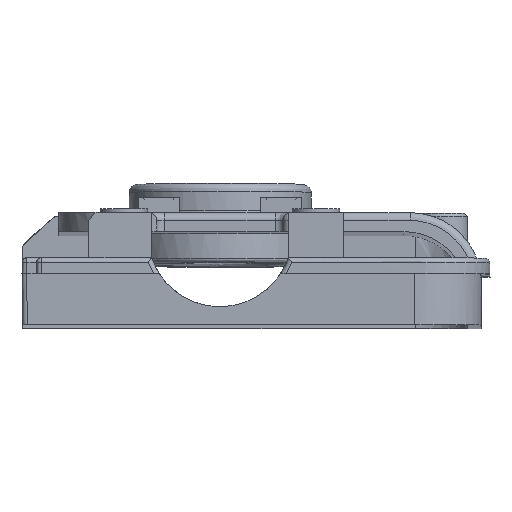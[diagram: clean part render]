
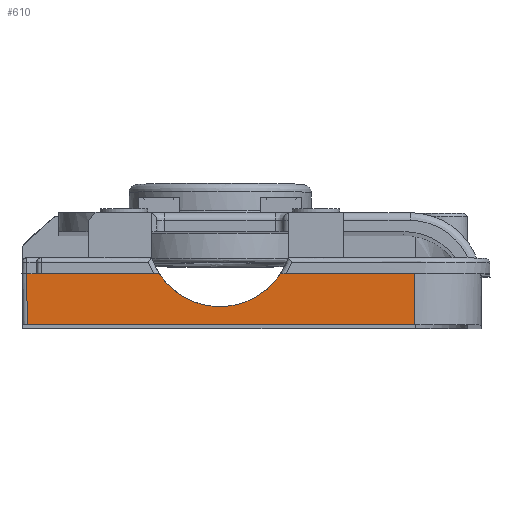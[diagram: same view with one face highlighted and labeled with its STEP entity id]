
A CAD part, front view. The second image highlights one B-rep face of the part: STEP entity #610.
In plain terms, the highlighted planar face has unit normal (0, -1, -0.006).
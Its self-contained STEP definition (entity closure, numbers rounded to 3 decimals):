
#268=PLANE('',#4435);
#368=FACE_OUTER_BOUND('',#1657,.T.);
#610=ADVANCED_FACE('',(#368),#268,.T.);
#999=LINE('',#6526,#1295);
#1026=LINE('',#6665,#1322);
#1036=LINE('',#6720,#1332);
#1037=LINE('',#6721,#1333);
#1295=VECTOR('',#4896,1.);
#1322=VECTOR('',#4957,1.);
#1332=VECTOR('',#4991,1.);
#1333=VECTOR('',#4992,1.);
#1533=ELLIPSE('',#4434,4.547,4.546);
#1657=EDGE_LOOP('',(#2153,#2154,#2155,#2156,#2157,#2158,#2159));
#2153=ORIENTED_EDGE('',*,*,#3728,.F.);
#2154=ORIENTED_EDGE('',*,*,#3794,.T.);
#2155=ORIENTED_EDGE('',*,*,#3774,.F.);
#2156=ORIENTED_EDGE('',*,*,#3795,.T.);
#2157=ORIENTED_EDGE('',*,*,#3796,.F.);
#2158=ORIENTED_EDGE('',*,*,#3797,.T.);
#2159=ORIENTED_EDGE('',*,*,#3798,.F.);
#3323=VERTEX_POINT('',#6525);
#3324=VERTEX_POINT('',#6527);
#3361=VERTEX_POINT('',#6666);
#3362=VERTEX_POINT('',#6667);
#3374=VERTEX_POINT('',#6722);
#3375=VERTEX_POINT('',#6736);
#3376=VERTEX_POINT('',#6738);
#3728=EDGE_CURVE('',#3323,#3324,#999,.T.);
#3774=EDGE_CURVE('',#3361,#3362,#1026,.T.);
#3794=EDGE_CURVE('',#3323,#3362,#1036,.T.);
#3795=EDGE_CURVE('',#3361,#3374,#1037,.T.);
#3796=EDGE_CURVE('',#3375,#3374,#4259,.T.);
#3797=EDGE_CURVE('',#3375,#3376,#1533,.T.);
#3798=EDGE_CURVE('',#3324,#3376,#4260,.T.);
#4259=B_SPLINE_CURVE_WITH_KNOTS('',3,(#6723,#6724,#6725,#6726,#6727,#6728,
#6729,#6730,#6731,#6732,#6733,#6734,#6735),.UNSPECIFIED.,.F.,.F.,(4,3,3,
3,4),(0.,0.077,0.281,0.688,1.),
 .UNSPECIFIED.);
#4260=B_SPLINE_CURVE_WITH_KNOTS('',3,(#6739,#6740,#6741,#6742),
 .UNSPECIFIED.,.F.,.F.,(4,4),(0.,1.),.UNSPECIFIED.);
#4434=AXIS2_PLACEMENT_3D('',#6737,#4993,#4994);
#4435=AXIS2_PLACEMENT_3D('',#6743,#4995,#4996);
#4896=DIRECTION('',(1.,0.,0.));
#4957=DIRECTION('',(-1.,0.,0.));
#4991=DIRECTION('',(0.009,0.006,-1.));
#4992=DIRECTION('',(0.009,-0.006,1.));
#4993=DIRECTION('',(0.,1.,0.006));
#4994=DIRECTION('',(0.,0.006,-1.));
#4995=DIRECTION('',(0.,-1.,-0.006));
#4996=DIRECTION('',(0.,0.006,-1.));
#6525=CARTESIAN_POINT('',(-16.47,-46.482,17.823));
#6526=CARTESIAN_POINT('',(6.482,-46.482,17.823));
#6527=CARTESIAN_POINT('',(-15.87,-46.482,17.821));
#6665=CARTESIAN_POINT('',(8.011,-46.462,14.588));
#6666=CARTESIAN_POINT('',(7.955,-46.462,14.588));
#6667=CARTESIAN_POINT('',(-16.442,-46.462,14.588));
#6720=CARTESIAN_POINT('',(-16.468,-46.48,17.623));
#6721=CARTESIAN_POINT('',(7.984,-46.482,17.81));
#6722=CARTESIAN_POINT('',(7.984,-46.482,17.819));
#6723=CARTESIAN_POINT('',(-0.476,-46.482,17.819));
#6724=CARTESIAN_POINT('',(-0.258,-46.482,17.819));
#6725=CARTESIAN_POINT('',(-0.04,-46.482,17.819));
#6726=CARTESIAN_POINT('',(0.178,-46.482,17.819));
#6727=CARTESIAN_POINT('',(0.752,-46.482,17.819));
#6728=CARTESIAN_POINT('',(1.326,-46.482,17.819));
#6729=CARTESIAN_POINT('',(1.9,-46.482,17.819));
#6730=CARTESIAN_POINT('',(3.048,-46.482,17.819));
#6731=CARTESIAN_POINT('',(4.195,-46.482,17.819));
#6732=CARTESIAN_POINT('',(5.343,-46.482,17.819));
#6733=CARTESIAN_POINT('',(6.223,-46.482,17.819));
#6734=CARTESIAN_POINT('',(7.103,-46.482,17.819));
#6735=CARTESIAN_POINT('',(7.984,-46.482,17.819));
#6736=CARTESIAN_POINT('',(-0.476,-46.482,17.821));
#6737=CARTESIAN_POINT('',(-4.299,-46.497,20.281));
#6738=CARTESIAN_POINT('',(-8.123,-46.482,17.821));
#6739=CARTESIAN_POINT('',(-15.87,-46.482,17.819));
#6740=CARTESIAN_POINT('',(-13.288,-46.482,17.819));
#6741=CARTESIAN_POINT('',(-10.705,-46.482,17.819));
#6742=CARTESIAN_POINT('',(-8.123,-46.482,17.819));
#6743=CARTESIAN_POINT('',(6.482,-46.482,17.823));
